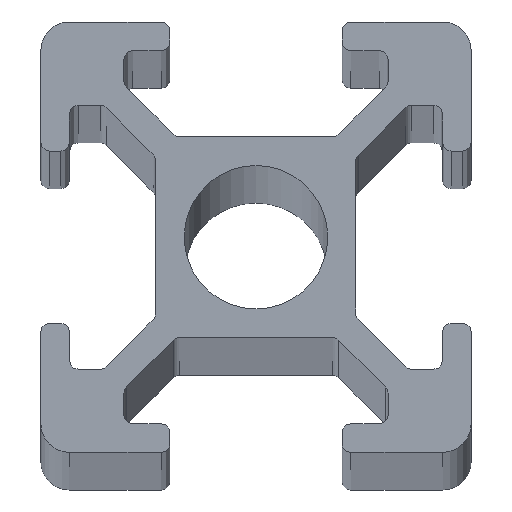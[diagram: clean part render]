
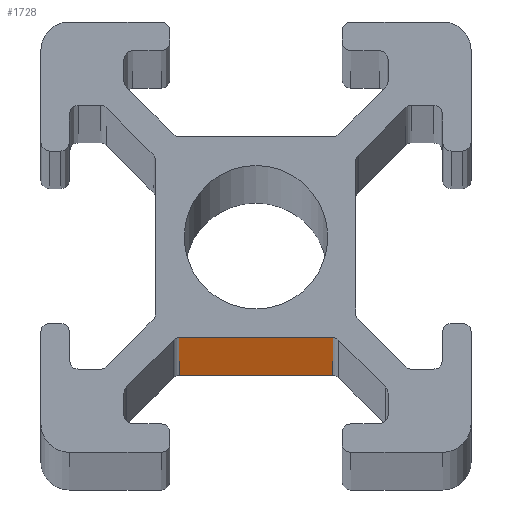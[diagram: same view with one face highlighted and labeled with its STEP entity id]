
A CAD part, top view. The second image highlights one B-rep face of the part: STEP entity #1728.
In plain terms, the highlighted planar face has unit normal (0, -1, 0).
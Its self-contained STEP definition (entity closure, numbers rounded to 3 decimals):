
#75=FACE_OUTER_BOUND('',#168,.T.);
#168=EDGE_LOOP('',(#1357,#1358,#1359,#1360));
#251=LINE('',#2568,#428);
#328=LINE('',#2879,#505);
#345=LINE('',#2923,#522);
#346=LINE('',#2925,#523);
#428=VECTOR('',#2022,5.337);
#505=VECTOR('',#2257,5.337);
#522=VECTOR('',#2308,50.);
#523=VECTOR('',#2311,50.);
#701=VERTEX_POINT('',#2565);
#702=VERTEX_POINT('',#2567);
#856=VERTEX_POINT('',#2876);
#857=VERTEX_POINT('',#2878);
#879=EDGE_CURVE('',#701,#702,#251,.T.);
#1034=EDGE_CURVE('',#857,#856,#328,.T.);
#1057=EDGE_CURVE('',#701,#857,#345,.T.);
#1058=EDGE_CURVE('',#702,#856,#346,.T.);
#1357=ORIENTED_EDGE('',*,*,#1034,.T.);
#1358=ORIENTED_EDGE('',*,*,#1058,.F.);
#1359=ORIENTED_EDGE('',*,*,#879,.F.);
#1360=ORIENTED_EDGE('',*,*,#1057,.T.);
#1676=PLANE('',#1923);
#1728=ADVANCED_FACE('',(#75),#1676,.F.);
#1923=AXIS2_PLACEMENT_3D('',#2924,#2309,#2310);
#2022=DIRECTION('',(1.,0.,0.));
#2257=DIRECTION('',(1.,0.,0.));
#2308=DIRECTION('',(0.,0.,-1.));
#2309=DIRECTION('center_axis',(0.,1.,0.));
#2310=DIRECTION('ref_axis',(0.,0.,1.));
#2311=DIRECTION('',(0.,0.,-1.));
#2565=CARTESIAN_POINT('',(4.831,4.,750.));
#2567=CARTESIAN_POINT('',(10.169,4.,750.));
#2568=CARTESIAN_POINT('',(4.831,4.,750.));
#2876=CARTESIAN_POINT('',(10.169,4.,0.));
#2878=CARTESIAN_POINT('',(4.831,4.,0.));
#2879=CARTESIAN_POINT('',(4.831,4.,0.));
#2923=CARTESIAN_POINT('',(4.831,4.,50.));
#2924=CARTESIAN_POINT('Origin',(10.169,4.,50.));
#2925=CARTESIAN_POINT('',(10.169,4.,50.));
